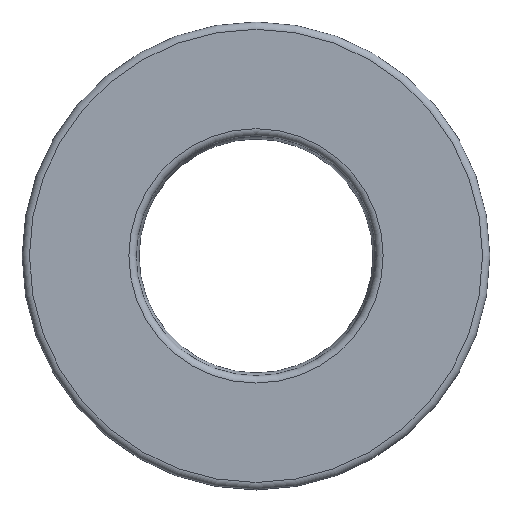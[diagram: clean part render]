
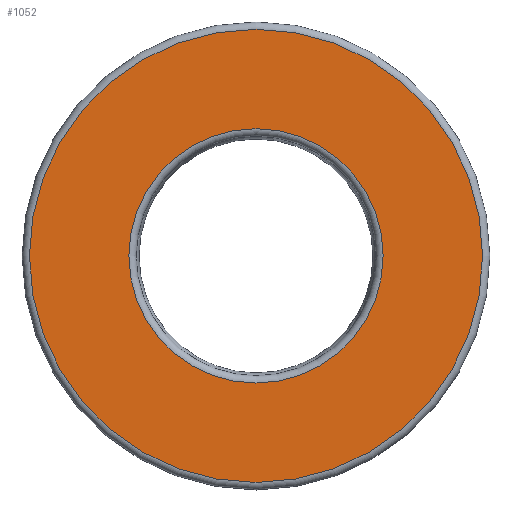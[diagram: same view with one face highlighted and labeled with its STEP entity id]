
A CAD part, top view. The second image highlights one B-rep face of the part: STEP entity #1052.
In plain terms, the highlighted planar face has unit normal (0, 0, 1).
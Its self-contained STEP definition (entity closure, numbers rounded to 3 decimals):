
#103=FACE_BOUND('',#215,.T.);
#109=PLANE('',#1146);
#154=FACE_OUTER_BOUND('',#214,.T.);
#214=EDGE_LOOP('',(#707));
#215=EDGE_LOOP('',(#708));
#279=CIRCLE('',#1144,4.35);
#281=CIRCLE('',#1147,7.75);
#395=VERTEX_POINT('',#1691);
#396=VERTEX_POINT('',#1695);
#521=EDGE_CURVE('',#395,#395,#279,.T.);
#523=EDGE_CURVE('',#396,#396,#281,.T.);
#707=ORIENTED_EDGE('',*,*,#523,.F.);
#708=ORIENTED_EDGE('',*,*,#521,.F.);
#1052=ADVANCED_FACE('',(#154,#103),#109,.T.);
#1144=AXIS2_PLACEMENT_3D('',#1692,#1341,#1342);
#1146=AXIS2_PLACEMENT_3D('',#1694,#1345,#1346);
#1147=AXIS2_PLACEMENT_3D('',#1696,#1347,#1348);
#1341=DIRECTION('center_axis',(0.,0.,1.));
#1342=DIRECTION('ref_axis',(1.,0.,0.));
#1345=DIRECTION('center_axis',(0.,0.,1.));
#1346=DIRECTION('ref_axis',(1.,0.,0.));
#1347=DIRECTION('center_axis',(0.,0.,-1.));
#1348=DIRECTION('ref_axis',(1.,0.,0.));
#1691=CARTESIAN_POINT('',(4.35,0.,2.5));
#1692=CARTESIAN_POINT('Origin',(0.,0.,2.5));
#1694=CARTESIAN_POINT('Origin',(-8.,0.,2.5));
#1695=CARTESIAN_POINT('',(7.75,0.,2.5));
#1696=CARTESIAN_POINT('Origin',(0.,0.,2.5));
